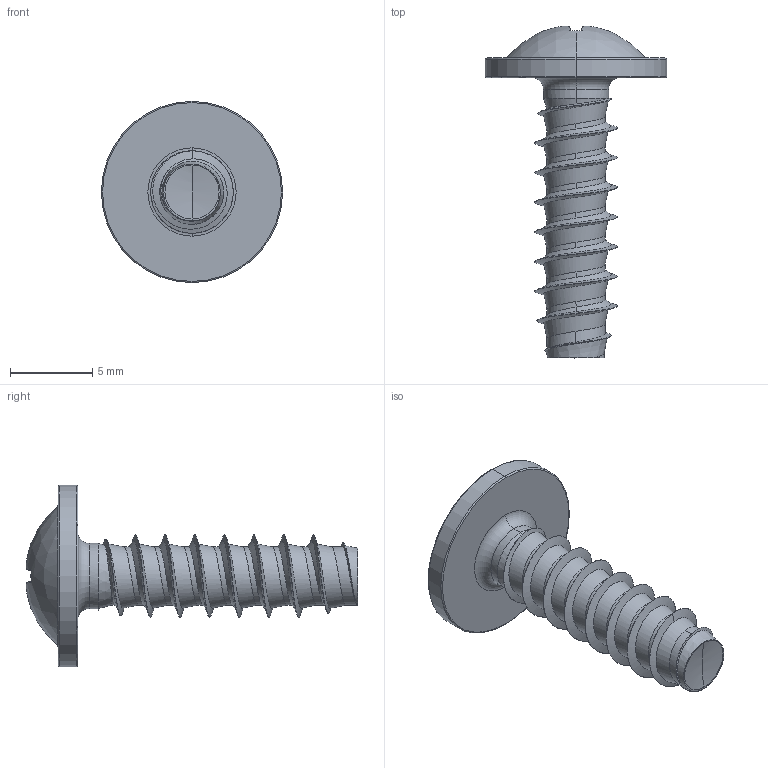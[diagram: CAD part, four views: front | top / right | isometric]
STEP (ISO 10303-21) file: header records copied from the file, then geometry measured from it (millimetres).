
FILE_DESCRIPTION (( 'STEP AP203' ), '1' );
FILE_NAME ('STP310500170.STEP', '2019-05-15T19:02:14', ( '' ), ( '' ), 'SwSTEP 2.0', 'SolidWorks 2015', '' );
FILE_SCHEMA (( 'CONFIG_CONTROL_DESIGN' ));
Length unit declared in the file: millimetre
Products named in the file (2): STP310500170
Bounding box: 11 x 20.14 x 11 mm (x, y, z)
Volume: 361.6 mm3; surface area: 558.6 mm2
Topology: 1 solids, 1 shells, 185 faces, 421 edges, 239 vertices
Faces by surface type: bspline 51, cylinder 44, torus 30, sphere 28, plane 23, cone 9
Entity records: 18773 total; most frequent: CARTESIAN_POINT 14865, ORIENTED_EDGE 838, DIRECTION 741, EDGE_CURVE 419, AXIS2_PLACEMENT_3D 332, VERTEX_POINT 239, CIRCLE 196, EDGE_LOOP 188
